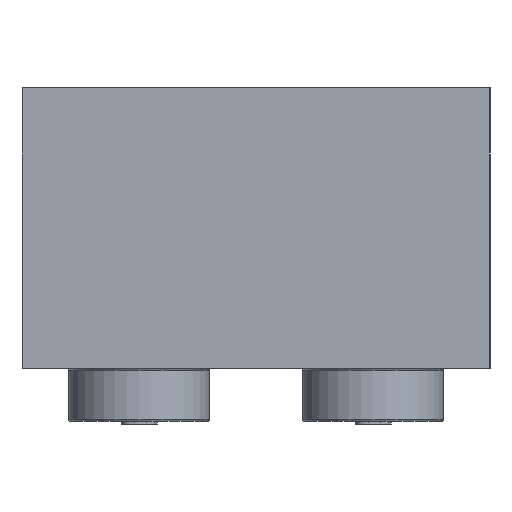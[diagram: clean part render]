
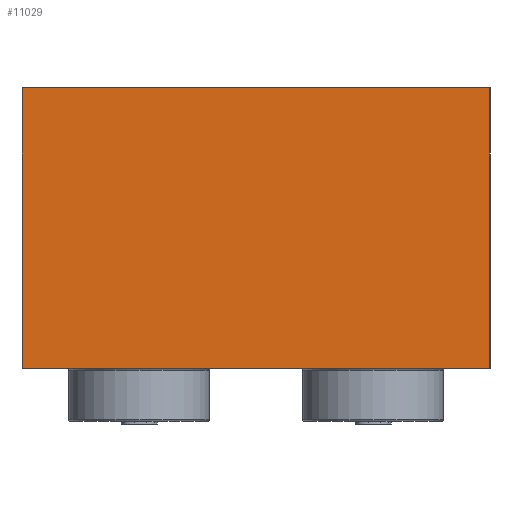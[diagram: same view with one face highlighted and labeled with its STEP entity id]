
A CAD part, left-side view. The second image highlights one B-rep face of the part: STEP entity #11029.
In plain terms, the highlighted planar face has unit normal (-1, 0, 0).
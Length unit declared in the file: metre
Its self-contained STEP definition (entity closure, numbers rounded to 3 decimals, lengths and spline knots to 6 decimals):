
#1759=LINE('',#19144,#2677);
#1761=LINE('',#19148,#2679);
#1762=LINE('',#19150,#2680);
#1763=LINE('',#19152,#2681);
#2677=VECTOR('',#13098,1.);
#2679=VECTOR('',#13102,1.);
#2680=VECTOR('',#13103,1.);
#2681=VECTOR('',#13104,1.);
#5524=ORIENTED_EDGE('',*,*,#7387,.T.);
#5525=ORIENTED_EDGE('',*,*,#7388,.F.);
#5526=ORIENTED_EDGE('',*,*,#7389,.F.);
#5527=ORIENTED_EDGE('',*,*,#7385,.T.);
#7385=EDGE_CURVE('',#8552,#8551,#1759,.T.);
#7387=EDGE_CURVE('',#8551,#8553,#1761,.T.);
#7388=EDGE_CURVE('',#8554,#8553,#1762,.T.);
#7389=EDGE_CURVE('',#8552,#8554,#1763,.T.);
#8551=VERTEX_POINT('',#19143);
#8552=VERTEX_POINT('',#19145);
#8553=VERTEX_POINT('',#19149);
#8554=VERTEX_POINT('',#19151);
#9366=EDGE_LOOP('',(#5524,#5525,#5526,#5527));
#10110=FACE_BOUND('',#9366,.T.);
#10457=PLANE('',#11492);
#11029=ADVANCED_FACE('',(#10110),#10457,.F.);
#11492=AXIS2_PLACEMENT_3D('',#19147,#13100,#13101);
#13098=DIRECTION('',(0.,0.,-1.));
#13100=DIRECTION('',(1.,0.,0.));
#13101=DIRECTION('',(0.,0.,-1.));
#13102=DIRECTION('',(0.,-1.,0.));
#13103=DIRECTION('',(0.,0.,-1.));
#13104=DIRECTION('',(0.,-1.,0.));
#19143=CARTESIAN_POINT('',(-0.016,0.008,0.));
#19144=CARTESIAN_POINT('',(-0.016,0.008,0.0096));
#19145=CARTESIAN_POINT('',(-0.016,0.008,0.0096));
#19147=CARTESIAN_POINT('',(-0.016,0.,0.0096));
#19148=CARTESIAN_POINT('',(-0.016,0.,0.));
#19149=CARTESIAN_POINT('',(-0.016,-0.008,0.));
#19150=CARTESIAN_POINT('',(-0.016,-0.008,0.0096));
#19151=CARTESIAN_POINT('',(-0.016,-0.008,0.0096));
#19152=CARTESIAN_POINT('',(-0.016,0.,0.0096));
